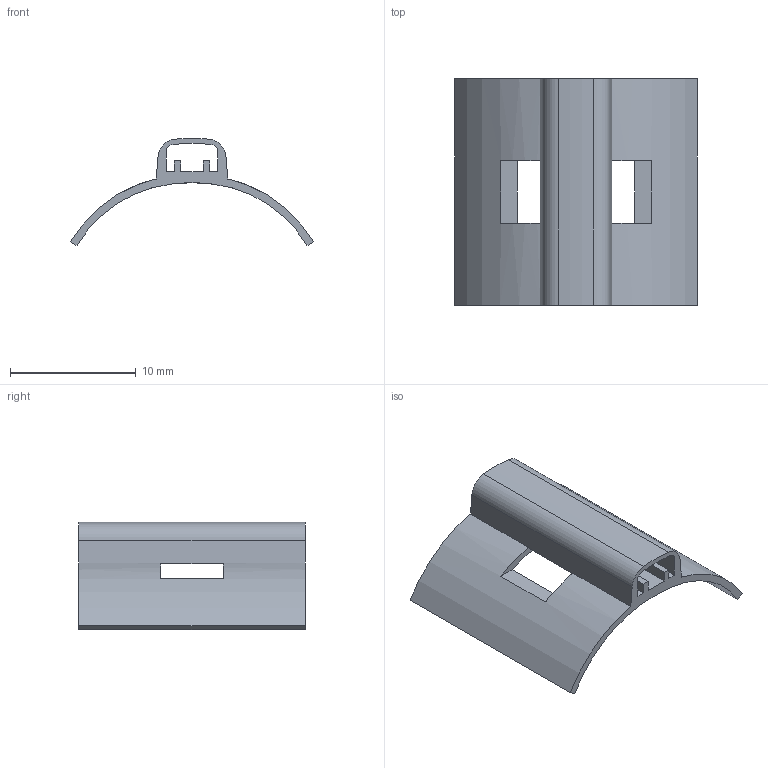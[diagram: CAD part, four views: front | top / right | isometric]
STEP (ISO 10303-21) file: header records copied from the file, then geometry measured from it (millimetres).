
FILE_DESCRIPTION(('CATIA V5R24 STEP','CAx-IF Rec.Pracs.--- Model Styling and Organization---1.2---2011-12-15'),'2;1');
FILE_NAME ('D1455406_0_1748820000_1748820000.stp','2016-05-12T13:29:17+00:00',('none'),('Weidmueller'),'CATIA Version 5-6 Release 2014 SP4','CATIA V5 STEP AP214','none');
FILE_SCHEMA(('AUTOMOTIVE_DESIGN { 1 0 10303 214 1 1 1 1 }'));
Length unit declared in the file: millimetre
Products named in the file (1): TM-X 18 HF-HB
Bounding box: 19.3 x 18 x 8.54 mm (x, y, z)
Volume: 349.6 mm3; surface area: 1206.8 mm2
Topology: 1 solids, 1 shells, 34 faces, 112 edges, 76 vertices
Faces by surface type: plane 22, cylinder 12
Entity records: 1220 total; most frequent: ORIENTED_EDGE 224, CARTESIAN_POINT 223, DIRECTION 169, EDGE_CURVE 112, VECTOR 76, LINE 76, VERTEX_POINT 76, AXIS2_PLACEMENT_3D 65
